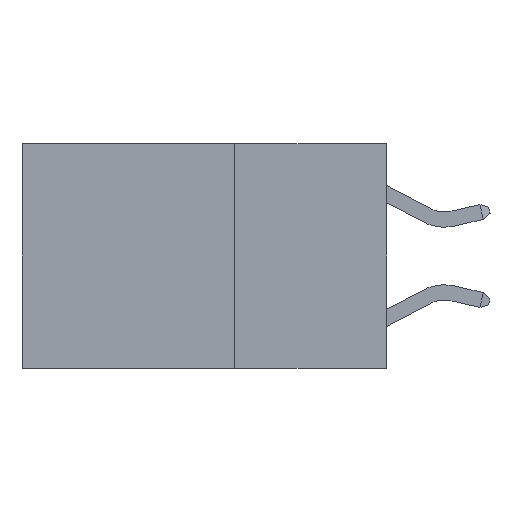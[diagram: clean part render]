
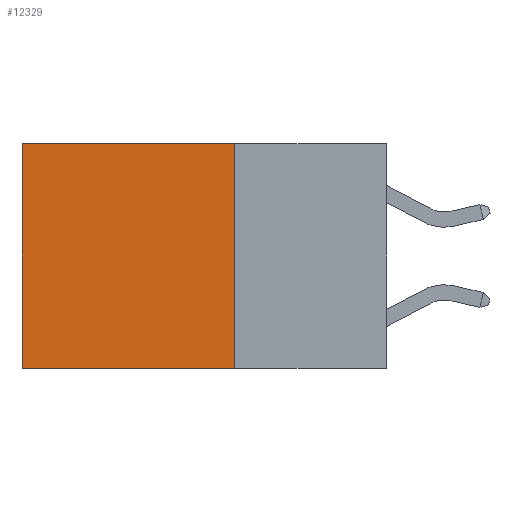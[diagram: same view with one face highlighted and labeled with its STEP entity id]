
A CAD part, left-side view. The second image highlights one B-rep face of the part: STEP entity #12329.
In plain terms, the highlighted planar face has unit normal (-1, 0, 0).
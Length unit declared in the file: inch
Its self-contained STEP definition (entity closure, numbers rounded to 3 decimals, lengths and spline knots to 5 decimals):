
#580 = EDGE_LOOP ( 'NONE', ( #6074, #18992, #9223, #3094 ) ) ;
#630 = VECTOR ( 'NONE', #1157, 39.37008 ) ;
#1157 = DIRECTION ( 'NONE',  ( 0., 1., 0. ) ) ;
#2698 = VECTOR ( 'NONE', #3378, 39.37008 ) ;
#2844 = EDGE_CURVE ( 'NONE', #11703, #3974, #14825, .T. ) ;
#2879 = LINE ( 'NONE', #18325, #17477 ) ;
#3094 = ORIENTED_EDGE ( 'NONE', *, *, #8510, .T. ) ;
#3378 = DIRECTION ( 'NONE',  ( 0., 0., -1. ) ) ;
#3974 = VERTEX_POINT ( 'NONE', #7303 ) ;
#4297 = VECTOR ( 'NONE', #9574, 39.37008 ) ;
#5573 = CARTESIAN_POINT ( 'NONE',  ( 0.2625, 0.25, 0. ) ) ;
#6074 = ORIENTED_EDGE ( 'NONE', *, *, #12923, .T. ) ;
#7303 = CARTESIAN_POINT ( 'NONE',  ( 0.2625, 0.6, -0.37 ) ) ;
#7549 = DIRECTION ( 'NONE',  ( 0., 0., -1. ) ) ;
#7616 = CARTESIAN_POINT ( 'NONE',  ( 0.2625, 0.25, -0.37 ) ) ;
#8510 = EDGE_CURVE ( 'NONE', #12851, #8555, #11187, .T. ) ;
#8555 = VERTEX_POINT ( 'NONE', #17130 ) ;
#9223 = ORIENTED_EDGE ( 'NONE', *, *, #16159, .F. ) ;
#9574 = DIRECTION ( 'NONE',  ( 0., 1., 0. ) ) ;
#11187 = LINE ( 'NONE', #24956, #630 ) ;
#11314 = CARTESIAN_POINT ( 'NONE',  ( 0.2625, 0.6, 0. ) ) ;
#11703 = VERTEX_POINT ( 'NONE', #15638 ) ;
#12019 = AXIS2_PLACEMENT_3D ( 'NONE', #5573, #19436, #7549 ) ;
#12329 = ADVANCED_FACE ( 'NONE', ( #12333 ), #17447, .F. ) ;
#12333 = FACE_OUTER_BOUND ( 'NONE', #580, .T. ) ;
#12851 = VERTEX_POINT ( 'NONE', #17066 ) ;
#12923 = EDGE_CURVE ( 'NONE', #8555, #3974, #18521, .T. ) ;
#14423 = DIRECTION ( 'NONE',  ( 0., 0., -1. ) ) ;
#14825 = LINE ( 'NONE', #7616, #4297 ) ;
#15638 = CARTESIAN_POINT ( 'NONE',  ( 0.2625, 0.25, -0.37 ) ) ;
#16159 = EDGE_CURVE ( 'NONE', #12851, #11703, #2879, .T. ) ;
#17066 = CARTESIAN_POINT ( 'NONE',  ( 0.2625, 0.25, 0. ) ) ;
#17130 = CARTESIAN_POINT ( 'NONE',  ( 0.2625, 0.6, 0. ) ) ;
#17447 = PLANE ( 'NONE',  #12019 ) ;
#17477 = VECTOR ( 'NONE', #14423, 39.37008 ) ;
#18325 = CARTESIAN_POINT ( 'NONE',  ( 0.2625, 0.25, 0. ) ) ;
#18521 = LINE ( 'NONE', #11314, #2698 ) ;
#18992 = ORIENTED_EDGE ( 'NONE', *, *, #2844, .F. ) ;
#19436 = DIRECTION ( 'NONE',  ( 1., 0., 0. ) ) ;
#24956 = CARTESIAN_POINT ( 'NONE',  ( 0.2625, 0.25, 0. ) ) ;
